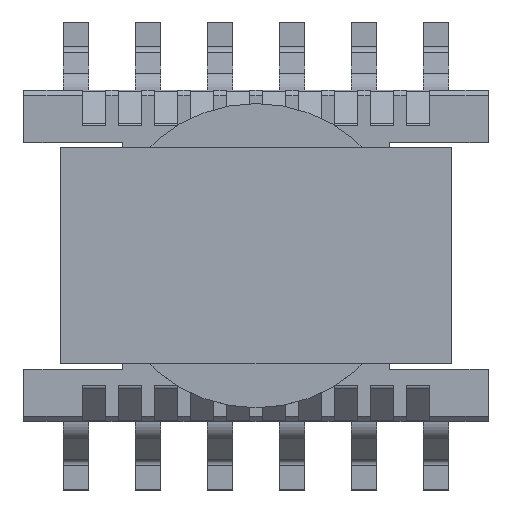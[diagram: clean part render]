
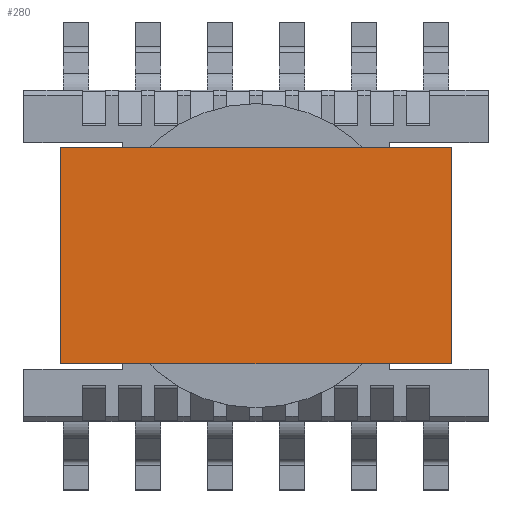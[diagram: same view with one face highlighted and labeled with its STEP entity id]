
A CAD part, top view. The second image highlights one B-rep face of the part: STEP entity #280.
In plain terms, the highlighted planar face has unit normal (0, 0, 1).
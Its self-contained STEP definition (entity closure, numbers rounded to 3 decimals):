
#280=ADVANCED_FACE('',(#751),#752,.T.);
#346=VERTEX_POINT('',#825);
#394=EDGE_CURVE('',#638,#466,#875,.T.);
#466=VERTEX_POINT('',#950);
#484=EDGE_CURVE('',#652,#346,#970,.T.);
#548=EDGE_CURVE('',#652,#638,#1041,.T.);
#638=VERTEX_POINT('',#1139);
#648=EDGE_CURVE('',#346,#466,#1151,.T.);
#652=VERTEX_POINT('',#1155);
#751=FACE_OUTER_BOUND('',#1265,.T.);
#752=PLANE('',#1266);
#825=CARTESIAN_POINT('',(-5.425,3.0,3.75));
#875=LINE('',#1426,#1427);
#950=CARTESIAN_POINT('',(5.425,3.0,3.75));
#970=LINE('',#1567,#1568);
#1041=LINE('',#1667,#1668);
#1139=CARTESIAN_POINT('',(5.425,-3.0,3.75));
#1151=LINE('',#1818,#1819);
#1155=CARTESIAN_POINT('',(-5.425,-3.0,3.75));
#1265=EDGE_LOOP('',(#2224,#2225,#2226,#2227));
#1266=AXIS2_PLACEMENT_3D('',#2228,#2229,#2230);
#1426=CARTESIAN_POINT('',(5.425,-3.0,3.75));
#1427=VECTOR('',#2346,1000.0);
#1567=CARTESIAN_POINT('',(-5.425,-3.0,3.75));
#1568=VECTOR('',#2428,1000.0);
#1667=CARTESIAN_POINT('',(-5.425,-3.0,3.75));
#1668=VECTOR('',#2519,1000.0);
#1818=CARTESIAN_POINT('',(-5.425,3.0,3.75));
#1819=VECTOR('',#2650,1000.0);
#2224=ORIENTED_EDGE('',*,*,#648,.F.);
#2225=ORIENTED_EDGE('',*,*,#484,.F.);
#2226=ORIENTED_EDGE('',*,*,#548,.T.);
#2227=ORIENTED_EDGE('',*,*,#394,.T.);
#2228=CARTESIAN_POINT('',(-5.425,-3.0,3.75));
#2229=DIRECTION('',(0.0,0.0,1.0));
#2230=DIRECTION('',(1.0,0.0,0.0));
#2346=DIRECTION('',(0.0,1.0,0.0));
#2428=DIRECTION('',(0.0,1.0,0.0));
#2519=DIRECTION('',(1.0,0.0,0.0));
#2650=DIRECTION('',(1.0,0.0,0.0));
